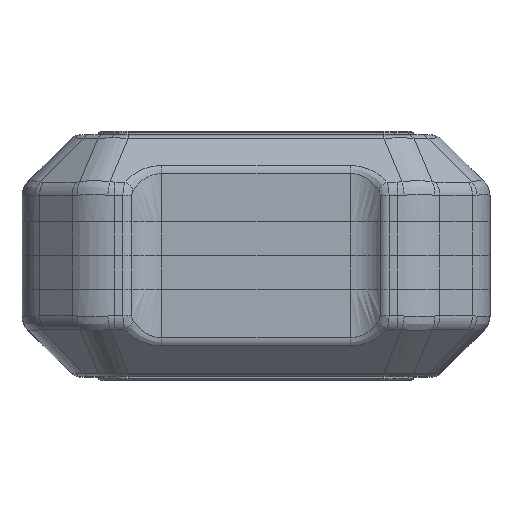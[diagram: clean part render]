
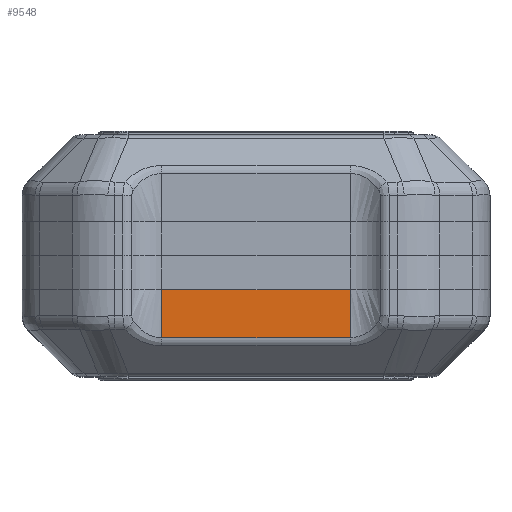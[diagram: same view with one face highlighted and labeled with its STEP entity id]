
A CAD part, top view. The second image highlights one B-rep face of the part: STEP entity #9548.
In plain terms, the highlighted free-form (B-spline) face has degree [1, 1] with [2, 2] control points.
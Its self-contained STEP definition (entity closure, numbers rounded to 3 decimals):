
#8022 = VERTEX_POINT('',#8023);
#8023 = CARTESIAN_POINT('',(-16.127,-6.38,
    16.784));
#8029 = EDGE_CURVE('',#8022,#8030,#8032,.T.);
#8030 = VERTEX_POINT('',#8031);
#8031 = CARTESIAN_POINT('',(19.317,-6.38,
    16.784));
#8032 = B_SPLINE_CURVE_WITH_KNOTS('',1,(#8033,#8034),.UNSPECIFIED.,.F.,
  .F.,(2,2),(5.,30.),.PIECEWISE_BEZIER_KNOTS.);
#8033 = CARTESIAN_POINT('',(-16.127,-6.38,
    16.784));
#8034 = CARTESIAN_POINT('',(19.317,-6.38,
    16.784));
#9548 = ADVANCED_FACE('',(#9549),#9571,.T.);
#9549 = FACE_BOUND('',#9550,.T.);
#9550 = EDGE_LOOP('',(#9551,#9558,#9565,#9570));
#9551 = ORIENTED_EDGE('',*,*,#9552,.F.);
#9552 = EDGE_CURVE('',#9553,#8022,#9555,.T.);
#9553 = VERTEX_POINT('',#9554);
#9554 = CARTESIAN_POINT('',(-16.127,-15.423,
    16.784));
#9555 = B_SPLINE_CURVE_WITH_KNOTS('',1,(#9556,#9557),.UNSPECIFIED.,.F.,
  .F.,(2,2),(9.621,16.),.PIECEWISE_BEZIER_KNOTS.);
#9556 = CARTESIAN_POINT('',(-16.127,-15.423,
    16.784));
#9557 = CARTESIAN_POINT('',(-16.127,-6.38,
    16.784));
#9558 = ORIENTED_EDGE('',*,*,#9559,.T.);
#9559 = EDGE_CURVE('',#9553,#9560,#9562,.T.);
#9560 = VERTEX_POINT('',#9561);
#9561 = CARTESIAN_POINT('',(19.317,-15.423,
    16.784));
#9562 = B_SPLINE_CURVE_WITH_KNOTS('',1,(#9563,#9564),.UNSPECIFIED.,.F.,
  .F.,(2,2),(5.,30.),.PIECEWISE_BEZIER_KNOTS.);
#9563 = CARTESIAN_POINT('',(-16.127,-15.423,
    16.784));
#9564 = CARTESIAN_POINT('',(19.317,-15.423,
    16.784));
#9565 = ORIENTED_EDGE('',*,*,#9566,.F.);
#9566 = EDGE_CURVE('',#8030,#9560,#9567,.T.);
#9567 = B_SPLINE_CURVE_WITH_KNOTS('',1,(#9568,#9569),.UNSPECIFIED.,.F.,
  .F.,(2,2),(-16.,-9.621),.PIECEWISE_BEZIER_KNOTS.);
#9568 = CARTESIAN_POINT('',(19.317,-6.38,
    16.784));
#9569 = CARTESIAN_POINT('',(19.317,-15.423,
    16.784));
#9570 = ORIENTED_EDGE('',*,*,#8029,.F.);
#9571 = B_SPLINE_SURFACE_WITH_KNOTS('',1,1,(
    (#9572,#9573)
    ,(#9574,#9575
    )),.UNSPECIFIED.,.F.,.F.,.F.,(2,2),(2,2),(-30.,-5.),(-16.,
    -9.621),.PIECEWISE_BEZIER_KNOTS.);
#9572 = CARTESIAN_POINT('',(19.317,-6.38,
    16.784));
#9573 = CARTESIAN_POINT('',(19.317,-15.423,
    16.784));
#9574 = CARTESIAN_POINT('',(-16.127,-6.38,
    16.784));
#9575 = CARTESIAN_POINT('',(-16.127,-15.423,
    16.784));
